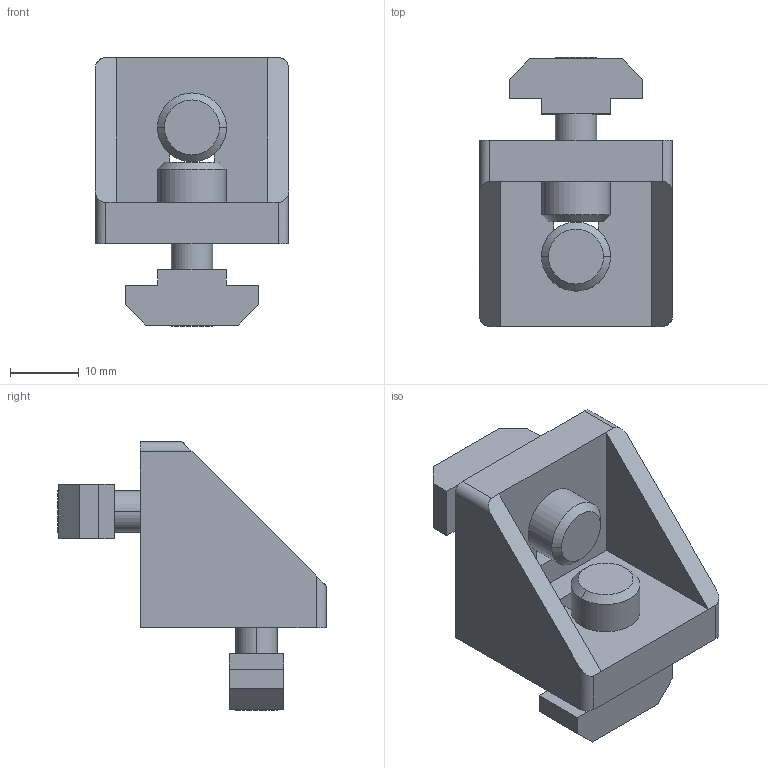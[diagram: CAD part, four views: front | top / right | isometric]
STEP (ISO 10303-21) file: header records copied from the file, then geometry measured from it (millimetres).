
FILE_DESCRIPTION (( 'STEP AP203' ), '1' );
FILE_NAME ('3_842_523_532_Bosch.step', '2024-06-04T12:43:38', ( '' ), ( '' ), 'SwSTEP 2.0', 'SolidWorks 2014', '' );
FILE_SCHEMA (( 'CONFIG_CONTROL_DESIGN' ));
Length unit declared in the file: millimetre
Products named in the file (1): 3_842_523_532_Bosch
Bounding box: 28 x 39 x 39 mm (x, y, z)
Volume: 12043.9 mm3; surface area: 6628.5 mm2
Topology: 1 solids, 1 shells, 70 faces, 174 edges, 112 vertices
Faces by surface type: plane 50, cylinder 16, cone 4
Entity records: 2171 total; most frequent: CARTESIAN_POINT 393, DIRECTION 348, ORIENTED_EDGE 348, EDGE_CURVE 174, LINE 134, VECTOR 134, VERTEX_POINT 112, AXIS2_PLACEMENT_3D 107
